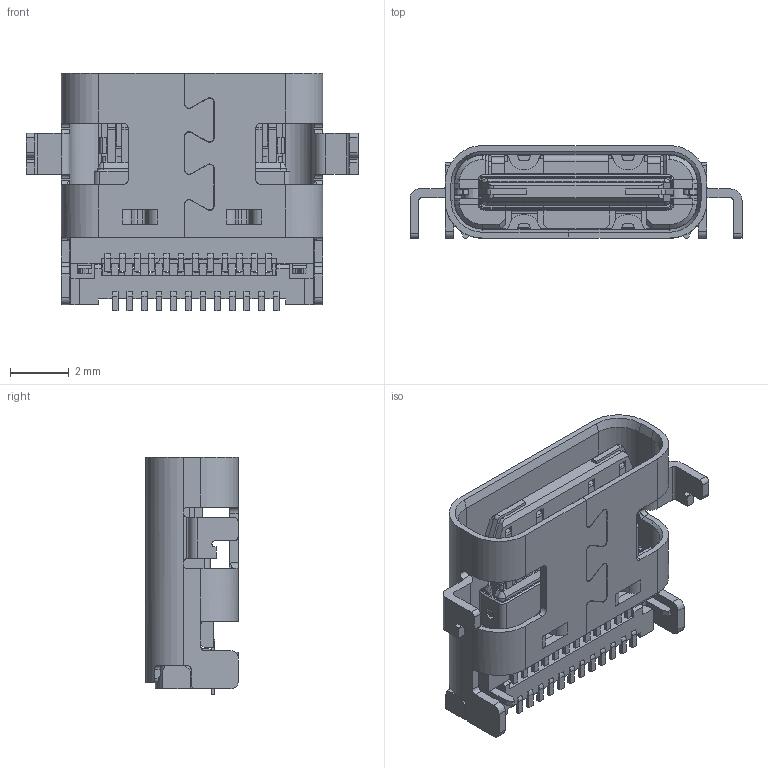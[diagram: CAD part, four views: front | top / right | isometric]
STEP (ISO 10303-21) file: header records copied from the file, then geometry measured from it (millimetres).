
FILE_DESCRIPTION(('CoCreate Modeling STEP Export'),'2;1');
FILE_NAME('66.stp','2017-08-08T15:21:37',(''),(''),'CoCreate Modeling STEP processor for AP214 (Solid Model)','CoCreate Modeling 16.00 13-May-2008 (C) Parametric Technology GmbH','');
FILE_SCHEMA(('AUTOMOTIVE_DESIGN { 1 0 10303 214 1 1 1 1 }'));
Length unit declared in the file: millimetre
Products named in the file (4): MSBR-16; C_0_8-01-25M_ASM_ASM_ASM; aaaaa.stp; p1
Assembly tree (2 placements, depth 3):
  aaaaa.stp
    C_0_8-01-25M_ASM_ASM_ASM
      MSBR-16
  p1
Bounding box: 11.34 x 3.16 x 8.1 mm (x, y, z)
Volume: 102.4 mm3; surface area: 715.6 mm2
Topology: 1 solids, 18 shells, 1879 faces, 5581 edges, 3645 vertices
Faces by surface type: plane 1390, cylinder 430, cone 50, bspline 8, extrusion 1
Entity records: 60919 total; most frequent: CARTESIAN_POINT 11533, ORIENTED_EDGE 11166, DIRECTION 9329, EDGE_CURVE 5581, VECTOR 4287, LINE 4286, VERTEX_POINT 3645, AXIS2_PLACEMENT_3D 2521
